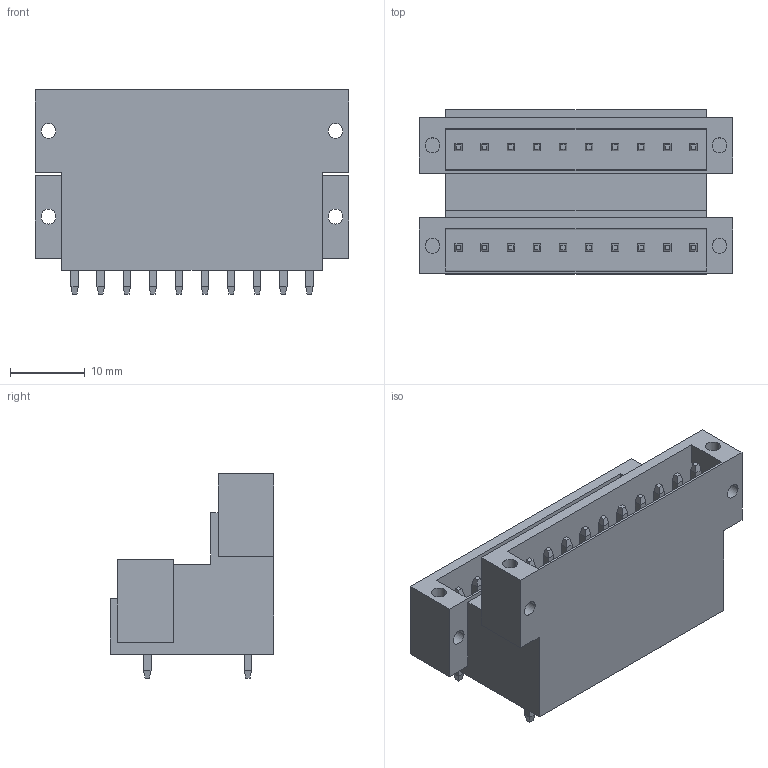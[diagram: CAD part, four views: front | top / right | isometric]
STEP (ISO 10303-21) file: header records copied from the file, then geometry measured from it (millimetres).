
FILE_DESCRIPTION(('CATIA V5 STEP Exchange','CAx-IF Rec.Pracs.--- Model Styling and Organization---1.2---2011-12-15'),'2;1');
FILE_NAME ('6650283_2_1641280000_1641280000.stp','2018-11-10T06:47:03+00:00',('none'),('Weidmueller'),'CATIA Version 5-6 Release 2014','CATIA V5 STEP AP214','none');
FILE_SCHEMA(('AUTOMOTIVE_DESIGN { 1 0 10303 214 1 1 1 1 }'));
Length unit declared in the file: millimetre
Products named in the file (1): 1641280000
Bounding box: 42 x 22 x 27.4 mm (x, y, z)
Volume: 10789.9 mm3; surface area: 8599.5 mm2
Topology: 21 solids, 21 shells, 424 faces, 956 edges, 584 vertices
Faces by surface type: plane 400, cylinder 24
Entity records: 10075 total; most frequent: ORIENTED_EDGE 1912, CARTESIAN_POINT 1879, DIRECTION 1152, EDGE_CURVE 956, VECTOR 748, LINE 748, VERTEX_POINT 584, EDGE_LOOP 482
